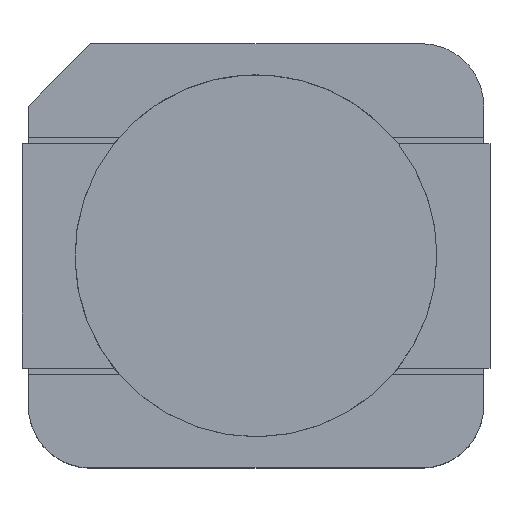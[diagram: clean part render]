
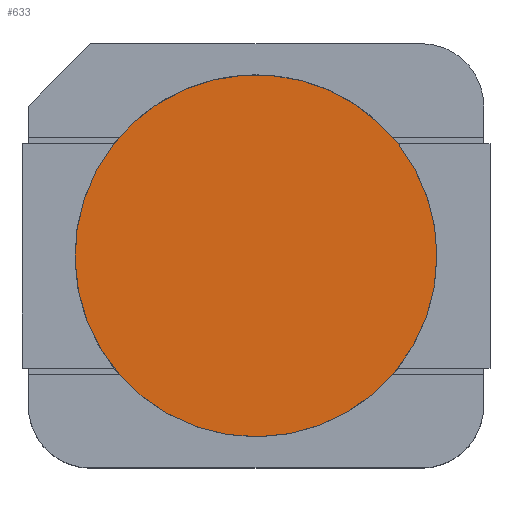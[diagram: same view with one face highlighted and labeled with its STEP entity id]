
A CAD part, top view. The second image highlights one B-rep face of the part: STEP entity #633.
In plain terms, the highlighted planar face has unit normal (0, 0, 1).
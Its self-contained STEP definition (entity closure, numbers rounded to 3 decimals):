
#32 = CYLINDRICAL_SURFACE('',#33,2.9);
#33 = AXIS2_PLACEMENT_3D('',#34,#35,#36);
#34 = CARTESIAN_POINT('',(-0.004,0.001,3.11)
  );
#35 = DIRECTION('',(0.,0.,1.));
#36 = DIRECTION('',(-1.,0.,0.));
#78 = VERTEX_POINT('',#79);
#79 = CARTESIAN_POINT('',(-2.277,1.801,3.21));
#99 = EDGE_CURVE('',#78,#100,#102,.T.);
#100 = VERTEX_POINT('',#101);
#101 = CARTESIAN_POINT('',(2.896,0.001,3.21));
#102 = SURFACE_CURVE('',#103,(#108,#114),.PCURVE_S1.);
#103 = CIRCLE('',#104,2.9);
#104 = AXIS2_PLACEMENT_3D('',#105,#106,#107);
#105 = CARTESIAN_POINT('',(-0.004,0.001,3.21)
  );
#106 = DIRECTION('',(0.,0.,-1.));
#107 = DIRECTION('',(-1.,0.,0.));
#108 = PCURVE('',#32,#109);
#109 = DEFINITIONAL_REPRESENTATION('',(#110),#113);
#110 = B_SPLINE_CURVE_WITH_KNOTS('',1,(#111,#112),.UNSPECIFIED.,.F.,.F.,
  (2,2),(0.67,3.142),.PIECEWISE_BEZIER_KNOTS.);
#111 = CARTESIAN_POINT('',(11.897,0.1));
#112 = CARTESIAN_POINT('',(9.425,0.1));
#113 = ( GEOMETRIC_REPRESENTATION_CONTEXT(2) 
PARAMETRIC_REPRESENTATION_CONTEXT() REPRESENTATION_CONTEXT('2D SPACE',''
  ) );
#114 = PCURVE('',#115,#120);
#115 = PLANE('',#116);
#116 = AXIS2_PLACEMENT_3D('',#117,#118,#119);
#117 = CARTESIAN_POINT('',(-0.004,0.001,3.21)
  );
#118 = DIRECTION('',(0.,0.,-1.));
#119 = DIRECTION('',(-1.,0.,0.));
#120 = DEFINITIONAL_REPRESENTATION('',(#121),#125);
#121 = CIRCLE('',#122,2.9);
#122 = AXIS2_PLACEMENT_2D('',#123,#124);
#123 = CARTESIAN_POINT('',(0.,0.));
#124 = DIRECTION('',(1.,0.));
#125 = ( GEOMETRIC_REPRESENTATION_CONTEXT(2) 
PARAMETRIC_REPRESENTATION_CONTEXT() REPRESENTATION_CONTEXT('2D SPACE',''
  ) );
#127 = EDGE_CURVE('',#100,#78,#128,.T.);
#128 = SURFACE_CURVE('',#129,(#134,#140),.PCURVE_S1.);
#129 = CIRCLE('',#130,2.9);
#130 = AXIS2_PLACEMENT_3D('',#131,#132,#133);
#131 = CARTESIAN_POINT('',(-0.004,0.001,3.21)
  );
#132 = DIRECTION('',(0.,0.,-1.));
#133 = DIRECTION('',(-1.,0.,0.));
#134 = PCURVE('',#32,#135);
#135 = DEFINITIONAL_REPRESENTATION('',(#136),#139);
#136 = B_SPLINE_CURVE_WITH_KNOTS('',1,(#137,#138),.UNSPECIFIED.,.F.,.F.,
  (2,2),(3.142,6.953),.PIECEWISE_BEZIER_KNOTS.);
#137 = CARTESIAN_POINT('',(9.425,0.1));
#138 = CARTESIAN_POINT('',(5.614,0.1));
#139 = ( GEOMETRIC_REPRESENTATION_CONTEXT(2) 
PARAMETRIC_REPRESENTATION_CONTEXT() REPRESENTATION_CONTEXT('2D SPACE',''
  ) );
#140 = PCURVE('',#115,#141);
#141 = DEFINITIONAL_REPRESENTATION('',(#142),#146);
#142 = CIRCLE('',#143,2.9);
#143 = AXIS2_PLACEMENT_2D('',#144,#145);
#144 = CARTESIAN_POINT('',(0.,0.));
#145 = DIRECTION('',(1.,0.));
#146 = ( GEOMETRIC_REPRESENTATION_CONTEXT(2) 
PARAMETRIC_REPRESENTATION_CONTEXT() REPRESENTATION_CONTEXT('2D SPACE',''
  ) );
#633 = ADVANCED_FACE('',(#634),#115,.F.);
#634 = FACE_BOUND('',#635,.T.);
#635 = EDGE_LOOP('',(#636,#637));
#636 = ORIENTED_EDGE('',*,*,#127,.F.);
#637 = ORIENTED_EDGE('',*,*,#99,.F.);
